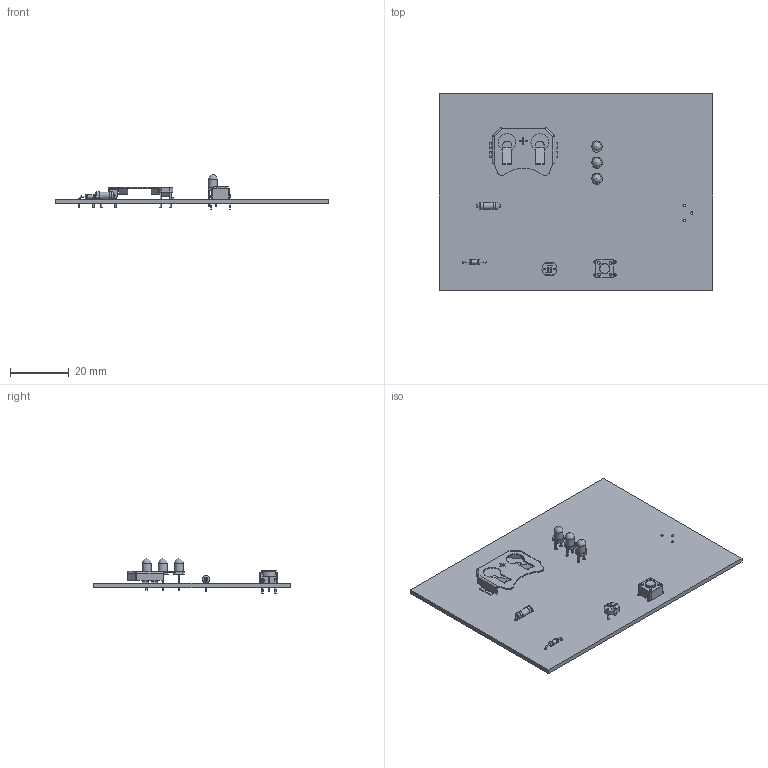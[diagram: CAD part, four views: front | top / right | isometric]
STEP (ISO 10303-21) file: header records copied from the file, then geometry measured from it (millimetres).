
FILE_DESCRIPTION(('KiCad electronic assembly'),'2;1');
FILE_NAME('solder.step','2025-06-06T10:53:50',('Pcbnew'),('Kicad'), 'Open CASCADE STEP processor 7.8','KiCad to STEP converter','Unknown' );
FILE_SCHEMA(('AUTOMOTIVE_DESIGN { 1 0 10303 214 1 1 1 1 }'));
Length unit declared in the file: millimetre
Products named in the file (8): solder 1; R_Axial_DIN0207_L6.3mm_D2.5mm_P7.62mm_Horizontal; LED_D3.0mm; SW_PUSH_6mm; BatteryHolder_Keystone_3034_1x20mm; R_Axial_DIN0204_L3.6mm_D1.6mm_P7.62mm_Horizontal; R_LDR_5.1x4.3mm_P3.4mm_Vertical; solder_PCB
Assembly tree (9 placements, depth 2):
  solder 1
    R_Axial_DIN0207_L6.3mm_D2.5mm_P7.62mm_Horizontal
    LED_D3.0mm  x3
    SW_PUSH_6mm
    BatteryHolder_Keystone_3034_1x20mm
    R_Axial_DIN0204_L3.6mm_D1.6mm_P7.62mm_Horizontal
    R_LDR_5.1x4.3mm_P3.4mm_Vertical
    solder_PCB
Bounding box: 92.87 x 66.67 x 11.8 mm (x, y, z)
Volume: 9795.6 mm3; surface area: 14325.8 mm2
Topology: 10 solids, 10 shells, 430 faces, 1049 edges, 659 vertices
Faces by surface type: plane 293, cylinder 125, torus 9, sphere 3
Full cylindrical faces by diameter (mm): 0.5 x8, 0.6 x2, 0.7 x2, 0.8 x7, 0.9 x6, 1 x4, 1.1 x4, 1.44 x1, 1.6 x2, 2.25 x1, 2.5 x2, 3 x3, 3.5 x1
Entity records: 13618 total; most frequent: CARTESIAN_POINT 2328, DIRECTION 2045, ORIENTED_EDGE 1952, EDGE_CURVE 976, LINE 719, VECTOR 719, AXIS2_PLACEMENT_3D 663, VERTEX_POINT 612
